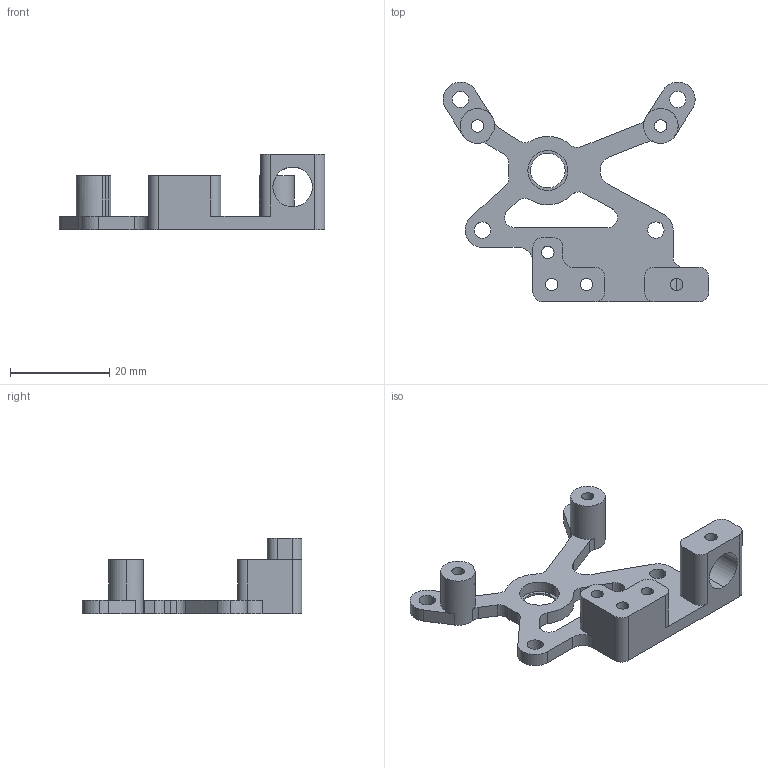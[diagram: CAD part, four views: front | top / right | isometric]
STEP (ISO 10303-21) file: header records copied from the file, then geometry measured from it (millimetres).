
FILE_DESCRIPTION (( 'STEP AP203' ), '1' );
FILE_NAME ('TT_E_1.STEP', '2023-07-19T05:57:22', ( 'Leo' ), ( '' ), 'SwSTEP 2.0', 'SolidWorks 2018', '' );
FILE_SCHEMA (( 'CONFIG_CONTROL_DESIGN' ));
Length unit declared in the file: millimetre
Products named in the file (1): TT_E_1
Bounding box: 53.62 x 44.37 x 15.25 mm (x, y, z)
Volume: 4930.8 mm3; surface area: 4666 mm2
Topology: 1 solids, 1 shells, 104 faces, 306 edges, 204 vertices
Faces by surface type: cylinder 71, plane 33
Entity records: 3701 total; most frequent: DIRECTION 660, CARTESIAN_POINT 657, ORIENTED_EDGE 612, EDGE_CURVE 306, AXIS2_PLACEMENT_3D 253, VERTEX_POINT 204, LINE 154, VECTOR 154
